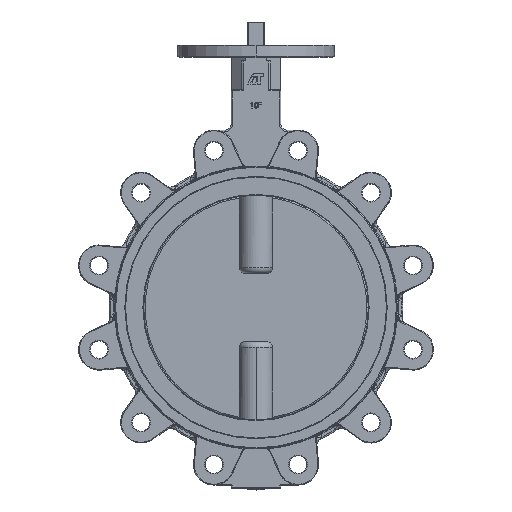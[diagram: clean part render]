
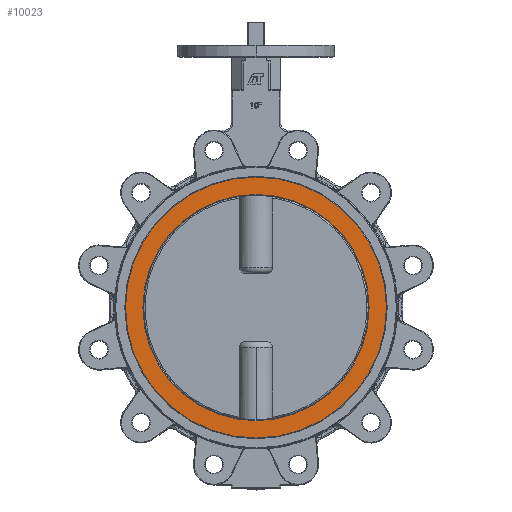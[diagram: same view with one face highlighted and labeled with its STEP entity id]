
A CAD part, top view. The second image highlights one B-rep face of the part: STEP entity #10023.
In plain terms, the highlighted planar face has unit normal (0, 0, 1).
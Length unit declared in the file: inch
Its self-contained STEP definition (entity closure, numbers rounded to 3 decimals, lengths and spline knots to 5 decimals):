
#144 = DIRECTION ( 'NONE',  ( 1., 0., 0. ) ) ;
#588 = CARTESIAN_POINT ( 'NONE',  ( 0., 0., 1.425 ) ) ;
#1072 = CARTESIAN_POINT ( 'NONE',  ( 0., 0., 1.425 ) ) ;
#1564 = ORIENTED_EDGE ( 'NONE', *, *, #2257, .T. ) ;
#2257 = EDGE_CURVE ( 'NONE', #6077, #29978, #37025, .T. ) ;
#2713 = DIRECTION ( 'NONE',  ( 1., 0., 0. ) ) ;
#3048 = EDGE_CURVE ( 'NONE', #29978, #6077, #26060, .T. ) ;
#5290 = FACE_OUTER_BOUND ( 'NONE', #35594, .T. ) ;
#6077 = VERTEX_POINT ( 'NONE', #16052 ) ;
#7730 = AXIS2_PLACEMENT_3D ( 'NONE', #588, #33456, #18519 ) ;
#10023 = ADVANCED_FACE ( 'NONE', ( #5290, #23275 ), #28645, .T. ) ;
#10055 = AXIS2_PLACEMENT_3D ( 'NONE', #17053, #31795, #2713 ) ;
#10368 = CARTESIAN_POINT ( 'NONE',  ( 0., 0., 1.425 ) ) ;
#10460 = VERTEX_POINT ( 'NONE', #37746 ) ;
#10894 = ORIENTED_EDGE ( 'NONE', *, *, #33491, .T. ) ;
#11032 = DIRECTION ( 'NONE',  ( 0., 0., 1. ) ) ;
#11788 = VERTEX_POINT ( 'NONE', #34043 ) ;
#13698 = CIRCLE ( 'NONE', #10055, 5.72325 ) ;
#14005 = EDGE_LOOP ( 'NONE', ( #35176, #1564 ) ) ;
#16052 = CARTESIAN_POINT ( 'NONE',  ( -4.96125, 0., 1.425 ) ) ;
#16220 = CARTESIAN_POINT ( 'NONE',  ( 4.96125, 0., 1.425 ) ) ;
#17053 = CARTESIAN_POINT ( 'NONE',  ( 0., 0., 1.425 ) ) ;
#18519 = DIRECTION ( 'NONE',  ( 1., 0., 0. ) ) ;
#20468 = AXIS2_PLACEMENT_3D ( 'NONE', #1072, #27626, #24017 ) ;
#21997 = ORIENTED_EDGE ( 'NONE', *, *, #25400, .T. ) ;
#22031 = DIRECTION ( 'NONE',  ( 1., 0., 0. ) ) ;
#23275 = FACE_BOUND ( 'NONE', #14005, .T. ) ;
#24017 = DIRECTION ( 'NONE',  ( 1., 0., 0. ) ) ;
#25400 = EDGE_CURVE ( 'NONE', #11788, #10460, #13698, .T. ) ;
#26060 = CIRCLE ( 'NONE', #7730, 4.96125 ) ;
#27276 = AXIS2_PLACEMENT_3D ( 'NONE', #10368, #28151, #22031 ) ;
#27626 = DIRECTION ( 'NONE',  ( 0., 0., 1. ) ) ;
#28151 = DIRECTION ( 'NONE',  ( 0., 0., -1. ) ) ;
#28645 = PLANE ( 'NONE',  #29594 ) ;
#29594 = AXIS2_PLACEMENT_3D ( 'NONE', #37648, #11032, #144 ) ;
#29978 = VERTEX_POINT ( 'NONE', #16220 ) ;
#31795 = DIRECTION ( 'NONE',  ( 0., 0., 1. ) ) ;
#33456 = DIRECTION ( 'NONE',  ( 0., 0., -1. ) ) ;
#33491 = EDGE_CURVE ( 'NONE', #10460, #11788, #37533, .T. ) ;
#34043 = CARTESIAN_POINT ( 'NONE',  ( 5.72325, 0., 1.425 ) ) ;
#35176 = ORIENTED_EDGE ( 'NONE', *, *, #3048, .T. ) ;
#35594 = EDGE_LOOP ( 'NONE', ( #21997, #10894 ) ) ;
#37025 = CIRCLE ( 'NONE', #27276, 4.96125 ) ;
#37533 = CIRCLE ( 'NONE', #20468, 5.72325 ) ;
#37648 = CARTESIAN_POINT ( 'NONE',  ( 0., 0., 1.425 ) ) ;
#37746 = CARTESIAN_POINT ( 'NONE',  ( -5.72325, 0., 1.425 ) ) ;
